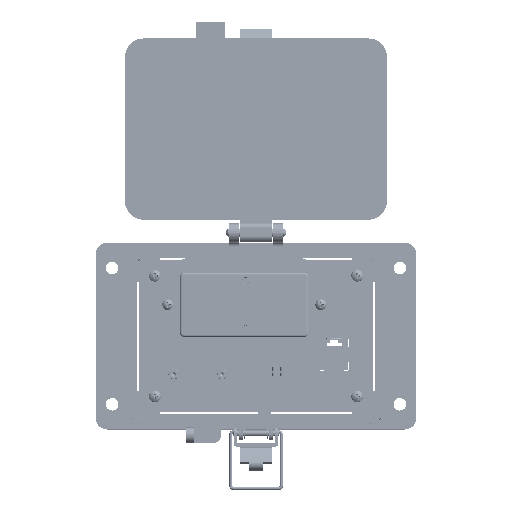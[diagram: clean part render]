
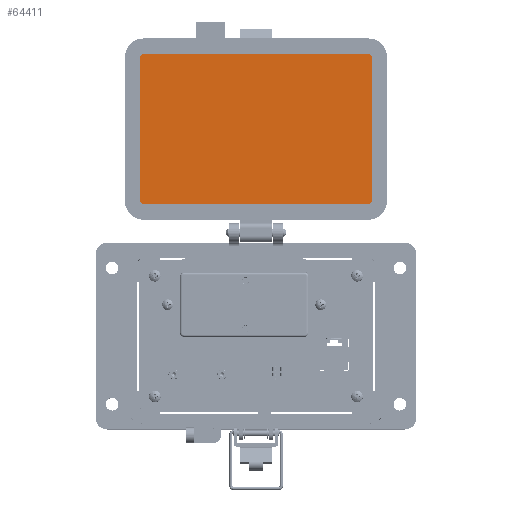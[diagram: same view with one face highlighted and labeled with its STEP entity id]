
A CAD part, top view. The second image highlights one B-rep face of the part: STEP entity #64411.
In plain terms, the highlighted planar face has unit normal (0, 0, 1).
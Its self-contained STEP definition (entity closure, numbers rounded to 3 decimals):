
#1825 = CARTESIAN_POINT ( 'NONE',  ( 59.502, 143.334, 8.694 ) ) ;
#3678 = CARTESIAN_POINT ( 'NONE',  ( -59.505, 69.55, 8.694 ) ) ;
#7315 = ORIENTED_EDGE ( 'NONE', *, *, #138920, .F. ) ;
#9661 = DIRECTION ( 'NONE',  ( 0., -1., 0. ) ) ;
#9974 = CARTESIAN_POINT ( 'NONE',  ( -57.72, 69.55, 8.694 ) ) ;
#13576 = CARTESIAN_POINT ( 'NONE',  ( -59.505, 143.334, 8.694 ) ) ;
#13940 = CARTESIAN_POINT ( 'NONE',  ( 57.717, 145.119, 8.694 ) ) ;
#14098 = CARTESIAN_POINT ( 'NONE',  ( 57.717, 67.765, 8.694 ) ) ;
#14816 = AXIS2_PLACEMENT_3D ( 'NONE', #247174, #248441, #188297 ) ;
#21972 = VECTOR ( 'NONE', #208074, 1000. ) ;
#22093 = ORIENTED_EDGE ( 'NONE', *, *, #85067, .F. ) ;
#22156 = DIRECTION ( 'NONE',  ( 0., 0., 1. ) ) ;
#23421 = PLANE ( 'NONE',  #157216 ) ;
#24711 = EDGE_CURVE ( 'NONE', #110345, #141180, #150362, .T. ) ;
#27482 = EDGE_LOOP ( 'NONE', ( #64134, #22093, #7315, #68208, #246120, #205536, #81491, #139150 ) ) ;
#35212 = CARTESIAN_POINT ( 'NONE',  ( 59.502, 69.55, 8.694 ) ) ;
#40359 = CARTESIAN_POINT ( 'NONE',  ( 57.717, 143.334, 8.694 ) ) ;
#42860 = DIRECTION ( 'NONE',  ( 0., 0., -1. ) ) ;
#52708 = EDGE_CURVE ( 'NONE', #236948, #53995, #85237, .T. ) ;
#53995 = VERTEX_POINT ( 'NONE', #227109 ) ;
#55329 = CIRCLE ( 'NONE', #182057, 1.785 ) ;
#64134 = ORIENTED_EDGE ( 'NONE', *, *, #92169, .F. ) ;
#64411 = ADVANCED_FACE ( 'NONE', ( #120726 ), #23421, .T. ) ;
#68208 = ORIENTED_EDGE ( 'NONE', *, *, #52708, .F. ) ;
#68807 = DIRECTION ( 'NONE',  ( 0., 0., -1. ) ) ;
#69570 = CARTESIAN_POINT ( 'NONE',  ( 59.502, 69.55, 8.694 ) ) ;
#70281 = VECTOR ( 'NONE', #131163, 1000. ) ;
#71045 = LINE ( 'NONE', #35212, #108647 ) ;
#72431 = LINE ( 'NONE', #13576, #21972 ) ;
#81491 = ORIENTED_EDGE ( 'NONE', *, *, #209863, .F. ) ;
#85067 = EDGE_CURVE ( 'NONE', #201027, #174721, #72431, .T. ) ;
#85237 = LINE ( 'NONE', #242605, #242137 ) ;
#92169 = EDGE_CURVE ( 'NONE', #174721, #110345, #235524, .T. ) ;
#99636 = AXIS2_PLACEMENT_3D ( 'NONE', #40359, #42860, #177282 ) ;
#100599 = DIRECTION ( 'NONE',  ( 0., -1., 0. ) ) ;
#106188 = AXIS2_PLACEMENT_3D ( 'NONE', #199059, #238742, #100599 ) ;
#108647 = VECTOR ( 'NONE', #9661, 1000. ) ;
#110345 = VERTEX_POINT ( 'NONE', #230876 ) ;
#115869 = EDGE_CURVE ( 'NONE', #187558, #211828, #71045, .T. ) ;
#120726 = FACE_OUTER_BOUND ( 'NONE', #27482, .T. ) ;
#123693 = DIRECTION ( 'NONE',  ( -1., 0., 0. ) ) ;
#131163 = DIRECTION ( 'NONE',  ( 1., 0., 0. ) ) ;
#138920 = EDGE_CURVE ( 'NONE', #53995, #201027, #55329, .T. ) ;
#139150 = ORIENTED_EDGE ( 'NONE', *, *, #24711, .F. ) ;
#140542 = CIRCLE ( 'NONE', #99636, 1.785 ) ;
#141180 = VERTEX_POINT ( 'NONE', #13940 ) ;
#145685 = DIRECTION ( 'NONE',  ( 0., -1., 0. ) ) ;
#150362 = LINE ( 'NONE', #228354, #70281 ) ;
#157216 = AXIS2_PLACEMENT_3D ( 'NONE', #217892, #22156, #221673 ) ;
#174721 = VERTEX_POINT ( 'NONE', #220487 ) ;
#177282 = DIRECTION ( 'NONE',  ( 0., -1., 0. ) ) ;
#182057 = AXIS2_PLACEMENT_3D ( 'NONE', #9974, #68807, #145685 ) ;
#187558 = VERTEX_POINT ( 'NONE', #1825 ) ;
#188297 = DIRECTION ( 'NONE',  ( 0., -1., 0. ) ) ;
#197404 = EDGE_CURVE ( 'NONE', #211828, #236948, #204235, .T. ) ;
#199059 = CARTESIAN_POINT ( 'NONE',  ( 57.717, 69.55, 8.694 ) ) ;
#201027 = VERTEX_POINT ( 'NONE', #3678 ) ;
#204235 = CIRCLE ( 'NONE', #106188, 1.785 ) ;
#205536 = ORIENTED_EDGE ( 'NONE', *, *, #115869, .F. ) ;
#208074 = DIRECTION ( 'NONE',  ( 0., 1., 0. ) ) ;
#209863 = EDGE_CURVE ( 'NONE', #141180, #187558, #140542, .T. ) ;
#211828 = VERTEX_POINT ( 'NONE', #69570 ) ;
#217892 = CARTESIAN_POINT ( 'NONE',  ( -30.745, 145.119, 8.694 ) ) ;
#220487 = CARTESIAN_POINT ( 'NONE',  ( -59.505, 143.334, 8.694 ) ) ;
#221673 = DIRECTION ( 'NONE',  ( 0., -1., 0. ) ) ;
#227109 = CARTESIAN_POINT ( 'NONE',  ( -57.72, 67.765, 8.694 ) ) ;
#228354 = CARTESIAN_POINT ( 'NONE',  ( 57.717, 145.119, 8.694 ) ) ;
#230876 = CARTESIAN_POINT ( 'NONE',  ( -57.72, 145.119, 8.694 ) ) ;
#235524 = CIRCLE ( 'NONE', #14816, 1.785 ) ;
#236948 = VERTEX_POINT ( 'NONE', #14098 ) ;
#238742 = DIRECTION ( 'NONE',  ( 0., 0., -1. ) ) ;
#242137 = VECTOR ( 'NONE', #123693, 1000. ) ;
#242605 = CARTESIAN_POINT ( 'NONE',  ( -57.72, 67.765, 8.694 ) ) ;
#246120 = ORIENTED_EDGE ( 'NONE', *, *, #197404, .F. ) ;
#247174 = CARTESIAN_POINT ( 'NONE',  ( -57.72, 143.334, 8.694 ) ) ;
#248441 = DIRECTION ( 'NONE',  ( 0., 0., -1. ) ) ;
